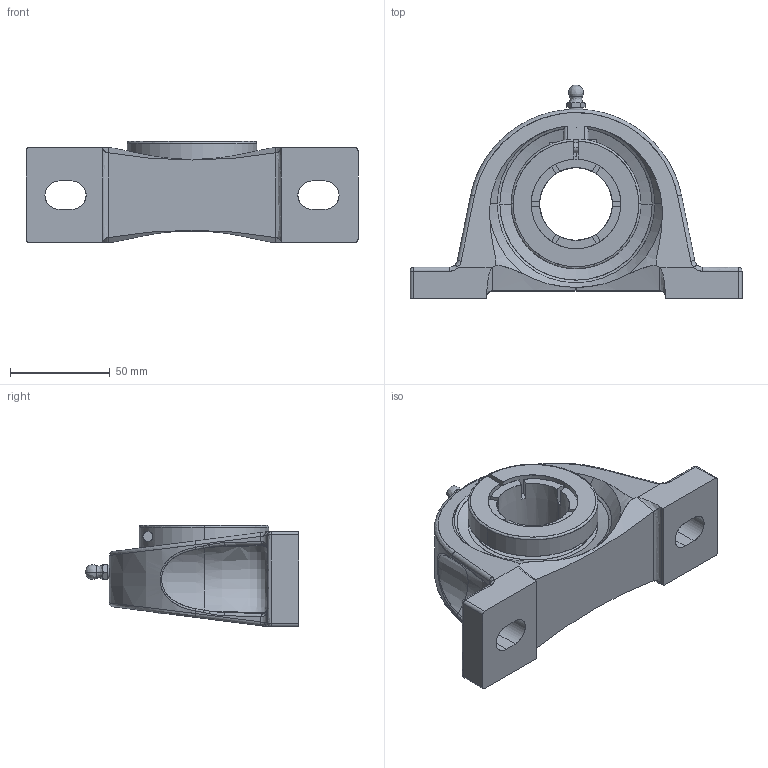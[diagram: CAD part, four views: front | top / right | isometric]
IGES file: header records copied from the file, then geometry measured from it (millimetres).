
Start section: SolidWorks IGES file using analytic representation for surfaces
Global section: file name: NPDEFAU08121612264550.igs; native system: SolidWorks 2017; preprocessor: SolidWorks 2017; author: partstream; date: 170812.161230; units: inch
Bounding box: 166.69 x 107.39 x 50.8 mm (x, y, z)
Surface area: 53012.8 mm2 (no closed solid volume)
Topology: 0 solids, 0 shells, 253 faces, 3635 edges, 3625 vertices
Faces by surface type: bspline 176, revolution 77
